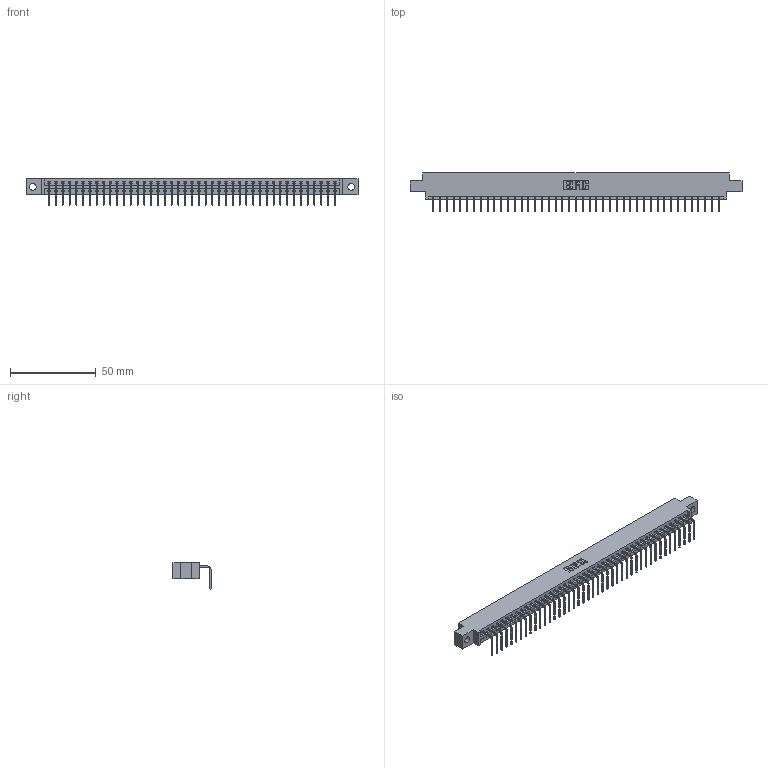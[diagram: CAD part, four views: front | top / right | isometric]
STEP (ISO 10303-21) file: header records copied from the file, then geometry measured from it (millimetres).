
FILE_DESCRIPTION (( 'STEP AP203' ), '1' );
FILE_NAME ('337-043-558-604.STEP', '2018-08-09T03:56:18', ( '' ), ( '' ), 'SwSTEP 2.0', 'SolidWorks 2016', '' );
FILE_SCHEMA (( 'CONFIG_CONTROL_DESIGN' ));
Length unit declared in the file: inch
Products named in the file (3): 337 Part_0.170 Offset - 0.156 Dia-TH; 345-292-001_558 Tail - 2; 337-043-558-604
Assembly tree (44 placements, depth 2):
  337-043-558-604
    337 Part_0.170 Offset - 0.156 Dia-TH
    345-292-001_558 Tail - 2  x43
Bounding box: 193.4 x 22.17 x 15.37 mm (x, y, z)
Volume: 20050.6 mm3; surface area: 21496.8 mm2
Topology: 44 solids, 44 shells, 2870 faces, 8665 edges, 5718 vertices
Faces by surface type: plane 2138, cylinder 732
Entity records: 32053 total; most frequent: CARTESIAN_POINT 5591, ORIENTED_EDGE 5570, DIRECTION 4703, EDGE_CURVE 2785, LINE 2657, VECTOR 2657, VERTEX_POINT 1854, AXIS2_PLACEMENT_3D 1023
